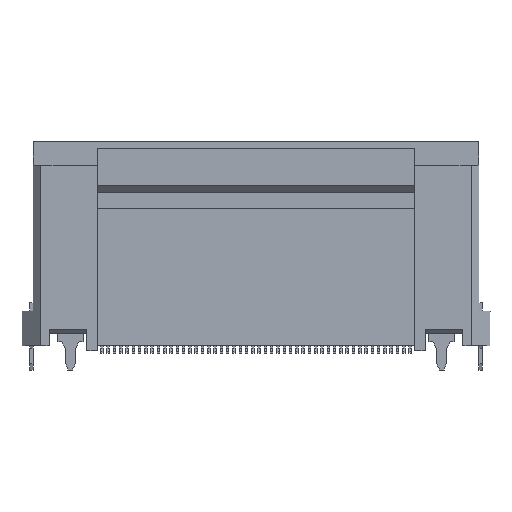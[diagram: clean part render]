
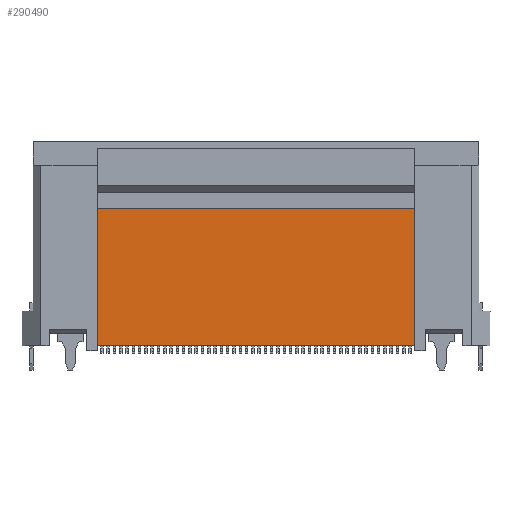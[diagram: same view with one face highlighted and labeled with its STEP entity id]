
A CAD part, front view. The second image highlights one B-rep face of the part: STEP entity #290490.
In plain terms, the highlighted planar face has unit normal (0, -1, 0).
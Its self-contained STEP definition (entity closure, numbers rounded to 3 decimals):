
#178860=CARTESIAN_POINT('',(-12.6,-3.3,
1.85));
#178870=DIRECTION('',(0.,0.,1.));
#178880=VECTOR('',#178870,1.);
#178890=LINE('',#178860,#178880);
#178900=CARTESIAN_POINT('',(-12.6,-3.3,
0.4));
#178910=VERTEX_POINT('',#178900);
#178920=CARTESIAN_POINT('',(-12.6,-3.3,
11.3));
#178930=VERTEX_POINT('',#178920);
#178940=EDGE_CURVE('',#178910,#178930,#178890,.T.);
#219730=CARTESIAN_POINT('',(12.6,-3.3,
0.4));
#219740=VERTEX_POINT('',#219730);
#219840=CARTESIAN_POINT('',(15.446,-3.3,
0.4));
#219850=DIRECTION('',(-1.,0.,0.));
#219860=VECTOR('',#219850,1.);
#219870=LINE('',#219840,#219860);
#219880=EDGE_CURVE('',#219740,#178910,#219870,.T.);
#259050=CARTESIAN_POINT('',(12.6,-3.3,
1.85));
#259060=DIRECTION('',(0.,0.,1.));
#259070=VECTOR('',#259060,1.);
#259080=LINE('',#259050,#259070);
#259090=CARTESIAN_POINT('',(12.6,-3.3,
11.3));
#259100=VERTEX_POINT('',#259090);
#259110=EDGE_CURVE('',#219740,#259100,#259080,.T.);
#276450=CARTESIAN_POINT('',(15.446,-3.3,
11.3));
#276460=DIRECTION('',(1.,0.,0.));
#276470=VECTOR('',#276460,1.);
#276480=LINE('',#276450,#276470);
#276490=EDGE_CURVE('',#178930,#259100,#276480,.T.);
#290380=CARTESIAN_POINT('',(-13.23,-3.3,
0.127));
#290390=DIRECTION('',(0.,-1.,0.));
#290400=DIRECTION('',(1.,0.,0.));
#290410=AXIS2_PLACEMENT_3D('',#290380,#290390,#290400);
#290420=PLANE('',#290410);
#290430=ORIENTED_EDGE('',*,*,#219880,.F.);
#290440=ORIENTED_EDGE('',*,*,#178940,.F.);
#290450=ORIENTED_EDGE('',*,*,#276490,.F.);
#290460=ORIENTED_EDGE('',*,*,#259110,.T.);
#290470=EDGE_LOOP('',(#290460,#290450,#290440,#290430));
#290480=FACE_OUTER_BOUND('',#290470,.T.);
#290490=ADVANCED_FACE('',(#290480),#290420,.T.);
